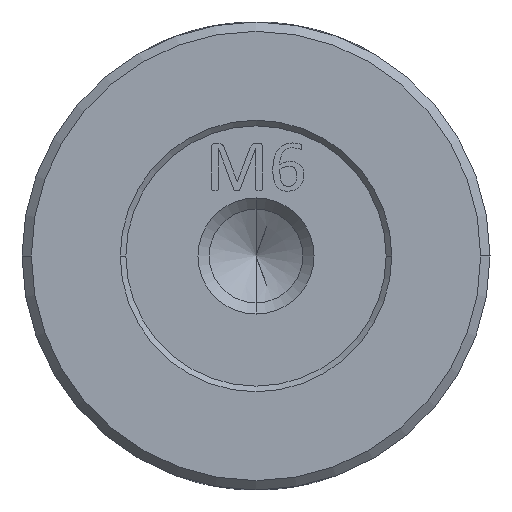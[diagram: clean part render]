
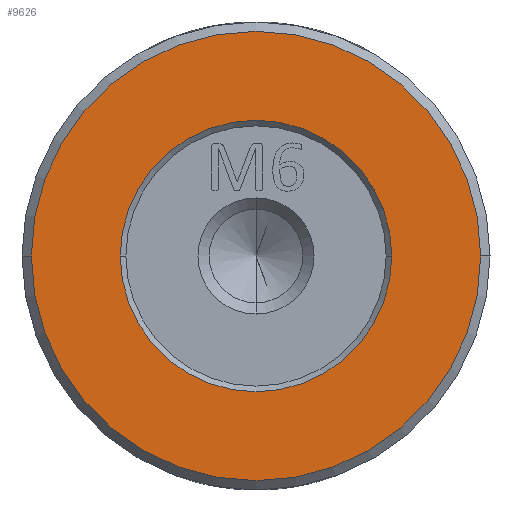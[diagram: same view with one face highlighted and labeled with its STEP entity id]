
A CAD part, left-side view. The second image highlights one B-rep face of the part: STEP entity #9626.
In plain terms, the highlighted planar face has unit normal (-1, 0, 0).
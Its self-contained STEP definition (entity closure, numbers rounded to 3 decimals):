
#148 = CIRCLE ( 'NONE', #7431, 7.25 ) ;
#394 = CARTESIAN_POINT ( 'NONE',  ( -32.581, 8.539, 2.763 ) ) ;
#433 = DIRECTION ( 'NONE',  ( -1., 0., 0. ) ) ;
#468 = VERTEX_POINT ( 'NONE', #1483 ) ;
#1483 = CARTESIAN_POINT ( 'NONE',  ( -32.581, 1.289, 2.763 ) ) ;
#2435 = FACE_OUTER_BOUND ( 'NONE', #11994, .T. ) ;
#2567 = FACE_BOUND ( 'NONE', #9673, .T. ) ;
#3146 = CARTESIAN_POINT ( 'NONE',  ( -32.581, 20.539, 2.763 ) ) ;
#3189 = CIRCLE ( 'NONE', #10708, 12. ) ;
#3438 = DIRECTION ( 'NONE',  ( 0., -1., 0. ) ) ;
#3878 = DIRECTION ( 'NONE',  ( 1., 0., 0. ) ) ;
#4363 = VERTEX_POINT ( 'NONE', #3146 ) ;
#4846 = ORIENTED_EDGE ( 'NONE', *, *, #5035, .T. ) ;
#4895 = ORIENTED_EDGE ( 'NONE', *, *, #13146, .T. ) ;
#5035 = EDGE_CURVE ( 'NONE', #468, #5943, #148, .T. ) ;
#5407 = DIRECTION ( 'NONE',  ( 0., 1., 0. ) ) ;
#5415 = CARTESIAN_POINT ( 'NONE',  ( -32.581, 8.539, 2.763 ) ) ;
#5828 = CARTESIAN_POINT ( 'NONE',  ( -32.581, 8.539, 2.763 ) ) ;
#5943 = VERTEX_POINT ( 'NONE', #7636 ) ;
#6204 = AXIS2_PLACEMENT_3D ( 'NONE', #9055, #11979, #12176 ) ;
#6662 = CARTESIAN_POINT ( 'NONE',  ( -32.581, 8.539, 2.763 ) ) ;
#6667 = EDGE_CURVE ( 'NONE', #9007, #4363, #13042, .T. ) ;
#6802 = DIRECTION ( 'NONE',  ( 0., -1., 0. ) ) ;
#7212 = DIRECTION ( 'NONE',  ( 0., -1., 0. ) ) ;
#7375 = ORIENTED_EDGE ( 'NONE', *, *, #6667, .T. ) ;
#7431 = AXIS2_PLACEMENT_3D ( 'NONE', #5828, #3878, #6802 ) ;
#7636 = CARTESIAN_POINT ( 'NONE',  ( -32.581, 15.789, 2.763 ) ) ;
#7736 = AXIS2_PLACEMENT_3D ( 'NONE', #394, #10968, #3438 ) ;
#8071 = EDGE_CURVE ( 'NONE', #4363, #9007, #3189, .T. ) ;
#8292 = ORIENTED_EDGE ( 'NONE', *, *, #8071, .T. ) ;
#8643 = AXIS2_PLACEMENT_3D ( 'NONE', #6662, #433, #5407 ) ;
#9007 = VERTEX_POINT ( 'NONE', #11957 ) ;
#9055 = CARTESIAN_POINT ( 'NONE',  ( -32.581, 8.539, 2.763 ) ) ;
#9626 = ADVANCED_FACE ( 'NONE', ( #2567, #2435 ), #11770, .T. ) ;
#9673 = EDGE_LOOP ( 'NONE', ( #4846, #4895 ) ) ;
#10708 = AXIS2_PLACEMENT_3D ( 'NONE', #5415, #12460, #7212 ) ;
#10968 = DIRECTION ( 'NONE',  ( 1., 0., 0. ) ) ;
#11770 = PLANE ( 'NONE',  #8643 ) ;
#11957 = CARTESIAN_POINT ( 'NONE',  ( -32.581, -3.461, 2.763 ) ) ;
#11979 = DIRECTION ( 'NONE',  ( -1., 0., 0. ) ) ;
#11994 = EDGE_LOOP ( 'NONE', ( #8292, #7375 ) ) ;
#12176 = DIRECTION ( 'NONE',  ( 0., -1., 0. ) ) ;
#12374 = CIRCLE ( 'NONE', #7736, 7.25 ) ;
#12460 = DIRECTION ( 'NONE',  ( -1., 0., 0. ) ) ;
#13042 = CIRCLE ( 'NONE', #6204, 12. ) ;
#13146 = EDGE_CURVE ( 'NONE', #5943, #468, #12374, .T. ) ;
